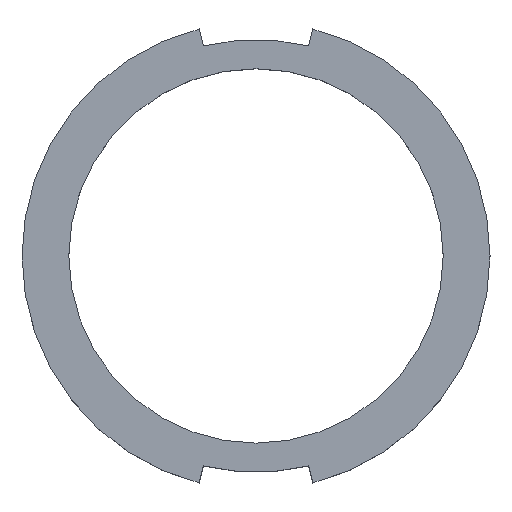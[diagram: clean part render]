
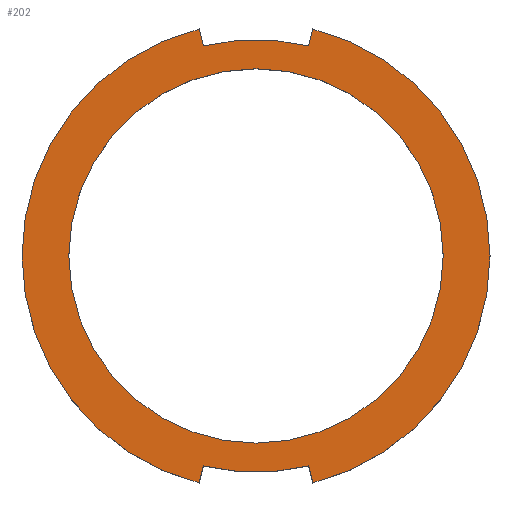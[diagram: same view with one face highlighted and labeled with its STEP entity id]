
A CAD part, top view. The second image highlights one B-rep face of the part: STEP entity #202.
In plain terms, the highlighted planar face has unit normal (0, 0, 1).
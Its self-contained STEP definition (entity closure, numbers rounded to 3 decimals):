
#17=FACE_BOUND('',#48,.T.);
#23=PLANE('',#225);
#34=FACE_OUTER_BOUND('',#47,.T.);
#47=EDGE_LOOP('',(#178,#179,#180,#181,#182,#183,#184,#185));
#48=EDGE_LOOP('',(#186));
#52=LINE('',#300,#68);
#56=LINE('',#307,#72);
#60=LINE('',#321,#76);
#64=LINE('',#328,#80);
#68=VECTOR('',#239,1.5);
#72=VECTOR('',#245,1.5);
#76=VECTOR('',#257,1.5);
#80=VECTOR('',#263,1.5);
#82=CIRCLE('',#207,18.5);
#84=CIRCLE('',#212,18.5);
#88=CIRCLE('',#220,20.);
#89=CIRCLE('',#222,16.);
#90=CIRCLE('',#224,20.);
#93=VERTEX_POINT('',#291);
#94=VERTEX_POINT('',#293);
#96=VERTEX_POINT('',#299);
#98=VERTEX_POINT('',#305);
#101=VERTEX_POINT('',#312);
#102=VERTEX_POINT('',#314);
#104=VERTEX_POINT('',#320);
#106=VERTEX_POINT('',#326);
#108=VERTEX_POINT('',#337);
#111=EDGE_CURVE('',#94,#93,#82,.T.);
#114=EDGE_CURVE('',#96,#94,#52,.T.);
#118=EDGE_CURVE('',#93,#98,#56,.T.);
#121=EDGE_CURVE('',#102,#101,#84,.T.);
#124=EDGE_CURVE('',#104,#102,#60,.T.);
#128=EDGE_CURVE('',#101,#106,#64,.T.);
#132=EDGE_CURVE('',#106,#96,#88,.T.);
#133=EDGE_CURVE('',#108,#108,#89,.T.);
#134=EDGE_CURVE('',#98,#104,#90,.T.);
#178=ORIENTED_EDGE('',*,*,#118,.T.);
#179=ORIENTED_EDGE('',*,*,#134,.T.);
#180=ORIENTED_EDGE('',*,*,#124,.T.);
#181=ORIENTED_EDGE('',*,*,#121,.T.);
#182=ORIENTED_EDGE('',*,*,#128,.T.);
#183=ORIENTED_EDGE('',*,*,#132,.T.);
#184=ORIENTED_EDGE('',*,*,#114,.T.);
#185=ORIENTED_EDGE('',*,*,#111,.T.);
#186=ORIENTED_EDGE('',*,*,#133,.T.);
#202=ADVANCED_FACE('',(#34,#17),#23,.T.);
#207=AXIS2_PLACEMENT_3D('',#294,#233,#234);
#212=AXIS2_PLACEMENT_3D('',#315,#251,#252);
#220=AXIS2_PLACEMENT_3D('',#335,#274,#275);
#222=AXIS2_PLACEMENT_3D('',#338,#278,#279);
#224=AXIS2_PLACEMENT_3D('',#340,#282,#283);
#225=AXIS2_PLACEMENT_3D('',#341,#284,#285);
#233=DIRECTION('center_axis',(0.,0.,1.));
#234=DIRECTION('ref_axis',(-0.243,-0.97,0.));
#239=DIRECTION('',(-0.243,-0.97,0.));
#245=DIRECTION('',(-0.243,0.97,0.));
#251=DIRECTION('center_axis',(0.,0.,1.));
#252=DIRECTION('ref_axis',(0.243,0.97,0.));
#257=DIRECTION('',(0.243,0.97,0.));
#263=DIRECTION('',(0.243,-0.97,0.));
#274=DIRECTION('center_axis',(0.,0.,1.));
#275=DIRECTION('ref_axis',(-1.,0.,0.));
#278=DIRECTION('center_axis',(0.,0.,-1.));
#279=DIRECTION('ref_axis',(-1.,0.,0.));
#282=DIRECTION('center_axis',(0.,0.,1.));
#283=DIRECTION('ref_axis',(-1.,0.,0.));
#284=DIRECTION('center_axis',(0.,0.,1.));
#285=DIRECTION('ref_axis',(1.,0.,0.));
#291=CARTESIAN_POINT('',(-4.5,17.944,6.));
#293=CARTESIAN_POINT('',(4.5,17.944,6.));
#294=CARTESIAN_POINT('Origin',(0.,0.,6.));
#299=CARTESIAN_POINT('',(4.865,19.399,6.));
#300=CARTESIAN_POINT('',(2.432,9.7,6.));
#305=CARTESIAN_POINT('',(-4.865,19.399,6.));
#307=CARTESIAN_POINT('',(-2.25,8.972,6.));
#312=CARTESIAN_POINT('',(4.5,-17.944,6.));
#314=CARTESIAN_POINT('',(-4.5,-17.944,6.));
#315=CARTESIAN_POINT('Origin',(0.,0.,6.));
#320=CARTESIAN_POINT('',(-4.865,-19.399,6.));
#321=CARTESIAN_POINT('',(-2.432,-9.7,6.));
#326=CARTESIAN_POINT('',(4.865,-19.399,6.));
#328=CARTESIAN_POINT('',(2.25,-8.972,6.));
#335=CARTESIAN_POINT('Origin',(0.,0.,6.));
#337=CARTESIAN_POINT('',(16.,0.,6.));
#338=CARTESIAN_POINT('Origin',(0.,0.,6.));
#340=CARTESIAN_POINT('Origin',(0.,0.,6.));
#341=CARTESIAN_POINT('Origin',(0.,0.,
6.));
